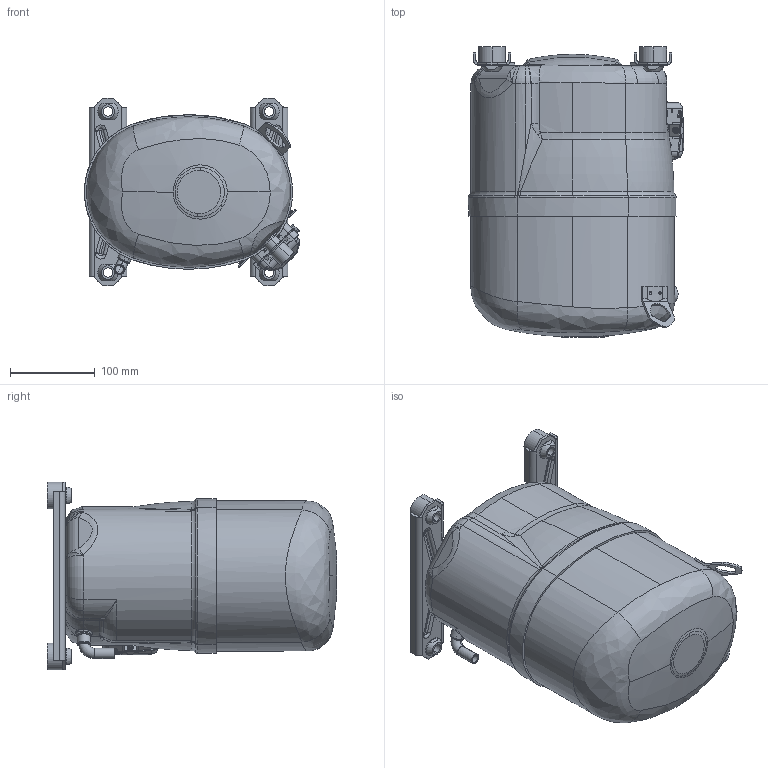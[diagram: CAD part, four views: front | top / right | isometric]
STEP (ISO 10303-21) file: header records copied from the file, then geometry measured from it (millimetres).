
FILE_DESCRIPTION (( 'STEP AP203' ), '1' );
FILE_NAME ('729014F.STEP', '2014-10-06T14:59:15', ( '' ), ( '' ), 'SwSTEP 2.0', 'SolidWorks 2014', '' );
FILE_SCHEMA (( 'CONFIG_CONTROL_DESIGN' ));
Length unit declared in the file: inch
Products named in the file (1): 729014F
Bounding box: 254.48 x 342.91 x 222.25 mm (x, y, z)
Surface area: 380981.9 mm2 (no closed solid volume)
Topology: 0 solids, 28 shells, 809 faces, 2477 edges, 1648 vertices
Faces by surface type: cylinder 265, plane 216, bspline 159, torus 131, sphere 26, cone 12
Entity records: 38464 total; most frequent: CARTESIAN_POINT 17371, DIRECTION 4350, ORIENTED_EDGE 4171, EDGE_CURVE 2455, AXIS2_PLACEMENT_3D 1663, VERTEX_POINT 1648, LINE 1024, VECTOR 1024
